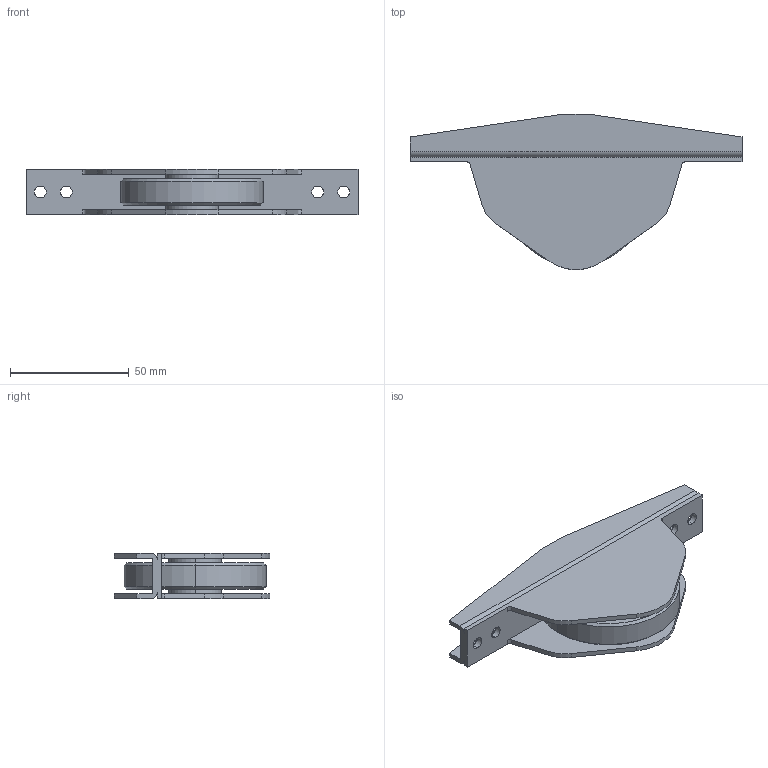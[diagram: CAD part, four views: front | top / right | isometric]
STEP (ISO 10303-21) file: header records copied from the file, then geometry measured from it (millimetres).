
FILE_DESCRIPTION (( 'STEP AP203' ), '1' );
FILE_NAME ('K-1030-60.STEP', '2009-08-10T04:15:02', ( '11sw' ), ( 'タキゲン製造株式会社' ), 'SwSTEP 2.0', 'SolidWorks 2007', '' );
FILE_SCHEMA (( 'CONFIG_CONTROL_DESIGN' ));
Length unit declared in the file: millimetre
Products named in the file (1): K-1030-60
Bounding box: 140 x 65.43 x 19 mm (x, y, z)
Volume: 58191.5 mm3; surface area: 30745.8 mm2
Topology: 1 solids, 1 shells, 76 faces, 204 edges, 132 vertices
Faces by surface type: plane 32, cylinder 28, cone 16
Entity records: 2493 total; most frequent: CARTESIAN_POINT 437, DIRECTION 422, ORIENTED_EDGE 408, EDGE_CURVE 204, AXIS2_PLACEMENT_3D 149, VERTEX_POINT 132, VECTOR 124, LINE 124
